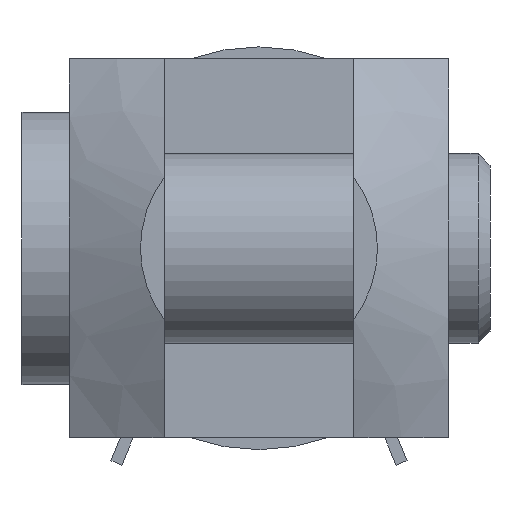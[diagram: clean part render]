
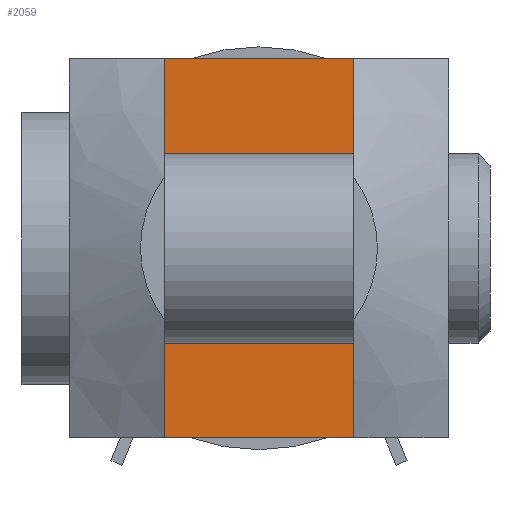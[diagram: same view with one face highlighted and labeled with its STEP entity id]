
A CAD part, front view. The second image highlights one B-rep face of the part: STEP entity #2059.
In plain terms, the highlighted planar face has unit normal (0, -1, 0).
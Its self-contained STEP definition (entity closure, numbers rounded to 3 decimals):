
#6 = CARTESIAN_POINT ( 'NONE',  ( -8., 50., 16. ) ) ;
#20 = EDGE_CURVE ( 'NONE', #44, #2535, #430, .T. ) ;
#44 = VERTEX_POINT ( 'NONE', #368 ) ;
#47 = ORIENTED_EDGE ( 'NONE', *, *, #2454, .F. ) ;
#80 = ORIENTED_EDGE ( 'NONE', *, *, #1745, .T. ) ;
#120 = VERTEX_POINT ( 'NONE', #2128 ) ;
#160 = DIRECTION ( 'NONE',  ( -1., 0., 0. ) ) ;
#231 = VECTOR ( 'NONE', #160, 1000. ) ;
#368 = CARTESIAN_POINT ( 'NONE',  ( 8., 50., -16. ) ) ;
#413 = DIRECTION ( 'NONE',  ( 0., 0., 1. ) ) ;
#419 = CARTESIAN_POINT ( 'NONE',  ( 8., 50., 16. ) ) ;
#422 = AXIS2_PLACEMENT_3D ( 'NONE', #1026, #1280, #2133 ) ;
#430 = LINE ( 'NONE', #1264, #2540 ) ;
#440 = CARTESIAN_POINT ( 'NONE',  ( -8., 50., -16. ) ) ;
#481 = VECTOR ( 'NONE', #1727, 1000. ) ;
#546 = ORIENTED_EDGE ( 'NONE', *, *, #1482, .F. ) ;
#550 = ORIENTED_EDGE ( 'NONE', *, *, #20, .T. ) ;
#703 = EDGE_LOOP ( 'NONE', ( #47, #546 ) ) ;
#720 = EDGE_CURVE ( 'NONE', #44, #1776, #2427, .T. ) ;
#727 = CARTESIAN_POINT ( 'NONE',  ( 0., 50., 0. ) ) ;
#793 = EDGE_CURVE ( 'NONE', #1776, #1065, #1306, .T. ) ;
#824 = AXIS2_PLACEMENT_3D ( 'NONE', #1283, #2542, #1074 ) ;
#853 = FACE_OUTER_BOUND ( 'NONE', #1193, .T. ) ;
#952 = DIRECTION ( 'NONE',  ( 0., 0., 1. ) ) ;
#1026 = CARTESIAN_POINT ( 'NONE',  ( 0., 50., 0. ) ) ;
#1065 = VERTEX_POINT ( 'NONE', #2272 ) ;
#1074 = DIRECTION ( 'NONE',  ( 0., 0., 1. ) ) ;
#1173 = CIRCLE ( 'NONE', #1602, 5.5 ) ;
#1193 = EDGE_LOOP ( 'NONE', ( #1459, #1446, #550, #80 ) ) ;
#1242 = VECTOR ( 'NONE', #1321, 1000. ) ;
#1264 = CARTESIAN_POINT ( 'NONE',  ( 8., 50., -16. ) ) ;
#1280 = DIRECTION ( 'NONE',  ( 0., -1., 0. ) ) ;
#1283 = CARTESIAN_POINT ( 'NONE',  ( -8., 50., -16. ) ) ;
#1294 = VERTEX_POINT ( 'NONE', #1853 ) ;
#1306 = LINE ( 'NONE', #440, #1242 ) ;
#1321 = DIRECTION ( 'NONE',  ( 0., 0., 1. ) ) ;
#1446 = ORIENTED_EDGE ( 'NONE', *, *, #720, .F. ) ;
#1459 = ORIENTED_EDGE ( 'NONE', *, *, #793, .F. ) ;
#1482 = EDGE_CURVE ( 'NONE', #120, #1294, #1173, .T. ) ;
#1513 = FACE_BOUND ( 'NONE', #703, .T. ) ;
#1602 = AXIS2_PLACEMENT_3D ( 'NONE', #727, #2655, #952 ) ;
#1727 = DIRECTION ( 'NONE',  ( -1., 0., 0. ) ) ;
#1745 = EDGE_CURVE ( 'NONE', #2535, #1065, #2097, .T. ) ;
#1776 = VERTEX_POINT ( 'NONE', #2332 ) ;
#1849 = CARTESIAN_POINT ( 'NONE',  ( -8., 50., -16. ) ) ;
#1853 = CARTESIAN_POINT ( 'NONE',  ( 0., 50., 5.5 ) ) ;
#2059 = ADVANCED_FACE ( 'NONE', ( #1513, #853 ), #2526, .F. ) ;
#2097 = LINE ( 'NONE', #6, #481 ) ;
#2128 = CARTESIAN_POINT ( 'NONE',  ( 0., 50., -5.5 ) ) ;
#2132 = CIRCLE ( 'NONE', #422, 5.5 ) ;
#2133 = DIRECTION ( 'NONE',  ( 0., 0., 1. ) ) ;
#2272 = CARTESIAN_POINT ( 'NONE',  ( -8., 50., 16. ) ) ;
#2332 = CARTESIAN_POINT ( 'NONE',  ( -8., 50., -16. ) ) ;
#2427 = LINE ( 'NONE', #1849, #231 ) ;
#2454 = EDGE_CURVE ( 'NONE', #1294, #120, #2132, .T. ) ;
#2526 = PLANE ( 'NONE',  #824 ) ;
#2535 = VERTEX_POINT ( 'NONE', #419 ) ;
#2540 = VECTOR ( 'NONE', #413, 1000. ) ;
#2542 = DIRECTION ( 'NONE',  ( 0., 1., 0. ) ) ;
#2655 = DIRECTION ( 'NONE',  ( 0., -1., 0. ) ) ;
